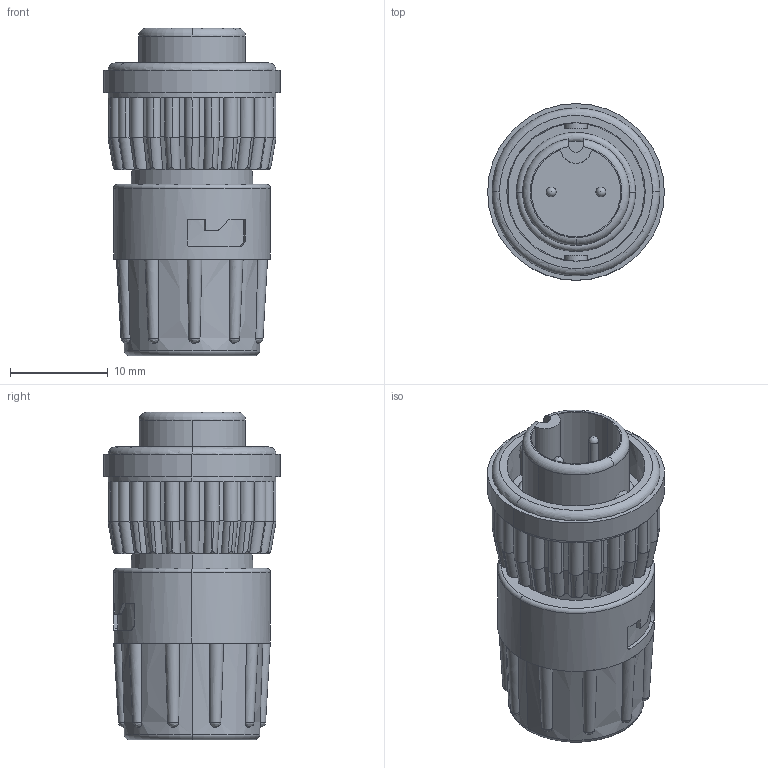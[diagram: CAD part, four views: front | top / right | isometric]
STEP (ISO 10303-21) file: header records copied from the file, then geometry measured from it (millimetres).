
FILE_DESCRIPTION (( 'STEP AP203' ), '1' );
FILE_NAME ('6280-2PG-3XX.STEP', '2018-02-16T17:48:27', ( '' ), ( '' ), 'SwSTEP 2.0', 'SolidWorks 2017', '' );
FILE_SCHEMA (( 'CONFIG_CONTROL_DESIGN' ));
Length unit declared in the file: inch
Products named in the file (1): 6280-2PG-3XX
Bounding box: 18.03 x 18.03 x 33.4 mm (x, y, z)
Volume: 5216.7 mm3; surface area: 3047.4 mm2
Topology: 1 solids, 1 shells, 317 faces, 894 edges, 591 vertices
Faces by surface type: cylinder 181, plane 71, torus 35, bspline 20, cone 7, sphere 3
Entity records: 16584 total; most frequent: CARTESIAN_POINT 9003, ORIENTED_EDGE 1776, DIRECTION 1309, EDGE_CURVE 888, VERTEX_POINT 587, AXIS2_PLACEMENT_3D 540, B_SPLINE_CURVE_WITH_KNOTS 412, EDGE_LOOP 331
